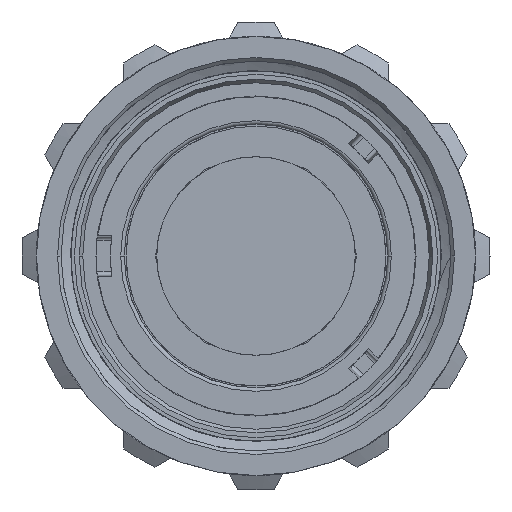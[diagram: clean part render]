
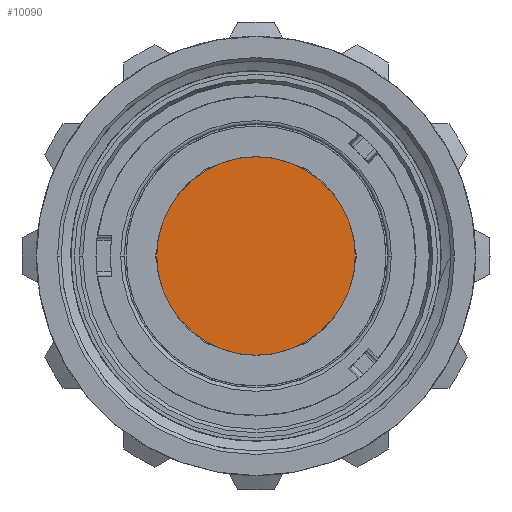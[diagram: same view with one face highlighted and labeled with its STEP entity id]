
A CAD part, left-side view. The second image highlights one B-rep face of the part: STEP entity #10090.
In plain terms, the highlighted planar face has unit normal (-1, 0, 0).
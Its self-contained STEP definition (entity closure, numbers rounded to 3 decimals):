
#3566=CARTESIAN_POINT('',(-12.2,16.25,-16.263));
#3567=DIRECTION('',(-1.,0.,0.));
#3568=DIRECTION('',(0.,-1.,0.));
#3569=AXIS2_PLACEMENT_3D('',#3566,#3567,#3568);
#3571=CARTESIAN_POINT('',(-12.2,16.25,-16.263));
#3572=DIRECTION('',(-1.,0.,0.));
#3573=DIRECTION('',(0.,1.,0.));
#3574=AXIS2_PLACEMENT_3D('',#3571,#3572,#3573);
#5319=CARTESIAN_POINT('',(-12.2,8.,-16.263));
#5320=CARTESIAN_POINT('',(-12.2,24.5,-16.263));
#5321=VERTEX_POINT('',#5319);
#5322=VERTEX_POINT('',#5320);
#10081=CARTESIAN_POINT('',(-12.2,19.75,-22.325));
#10082=DIRECTION('',(1.,0.,0.));
#10083=DIRECTION('',(0.,-1.,0.));
#10084=AXIS2_PLACEMENT_3D('',#10081,#10082,#10083);
#10085=PLANE('',#10084);
#10086=ORIENTED_EDGE('',*,*,#9525,.F.);
#10087=ORIENTED_EDGE('',*,*,#10068,.F.);
#10088=EDGE_LOOP('',(#10086,#10087));
#10089=FACE_OUTER_BOUND('',#10088,.F.);
#3570=CIRCLE('',#3569,8.25);
#3575=CIRCLE('',#3574,8.25);
#9525=EDGE_CURVE('',#5321,#5322,#3570,.T.);
#10068=EDGE_CURVE('',#5322,#5321,#3575,.T.);
#10090=ADVANCED_FACE('',(#10089),#10085,.F.);
